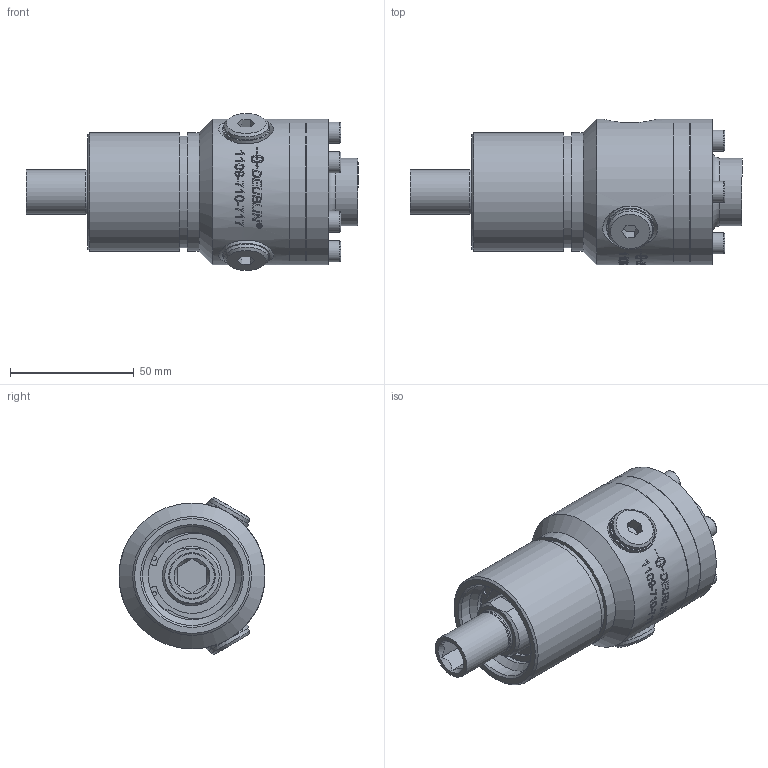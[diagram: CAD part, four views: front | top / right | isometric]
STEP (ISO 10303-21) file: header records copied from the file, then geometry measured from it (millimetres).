
FILE_DESCRIPTION(/* description */ (''),/* implementation_level */ '2;1');
FILE_NAME(/* name */ '1109-710-717-IC_Rev_D.stp',/* time_stamp */ '2020-05-21T12:50:43-05:00',/* author */ ('dyurkovich'),/* organization */ (''),/* preprocessor_version */ 'ST-DEVELOPER v18',/* originating_system */ 'Autodesk Inventor 2020',/* authorisation */ '');
FILE_SCHEMA (('AUTOMOTIVE_DESIGN { 1 0 10303 214 3 1 1 }'));
Length unit declared in the file: millimetre
Products named in the file (1): 1109-710-717-IC_Rev_D
Bounding box: 134.21 x 59 x 63.43 mm (x, y, z)
Volume: 223292.4 mm3; surface area: 34185.7 mm2
Topology: 1 solids, 18 shells, 560 faces, 1476 edges, 1003 vertices
Faces by surface type: plane 313, cylinder 100, bspline 97, cone 34, torus 16
Full cylindrical faces by diameter (mm): 1.7 x2, 4.134 x6, 5 x6, 5.5 x6, 7.5 x2, 8.5 x6, 11.445 x3, 13.5 x2, 14.945 x1, 17.6 x1, 18 x3, 19 x2, 22 x1, 24 x1, 27.4 x1, 35.25 x1, 39 x1, 40 x1, 45 x1, 48 x2, 59 x3
Entity records: 20649 total; most frequent: CARTESIAN_POINT 6696, ORIENTED_EDGE 2928, DIRECTION 2749, EDGE_CURVE 1464, AXIS2_PLACEMENT_3D 1087, VERTEX_POINT 1003, EDGE_LOOP 641, LINE 575
